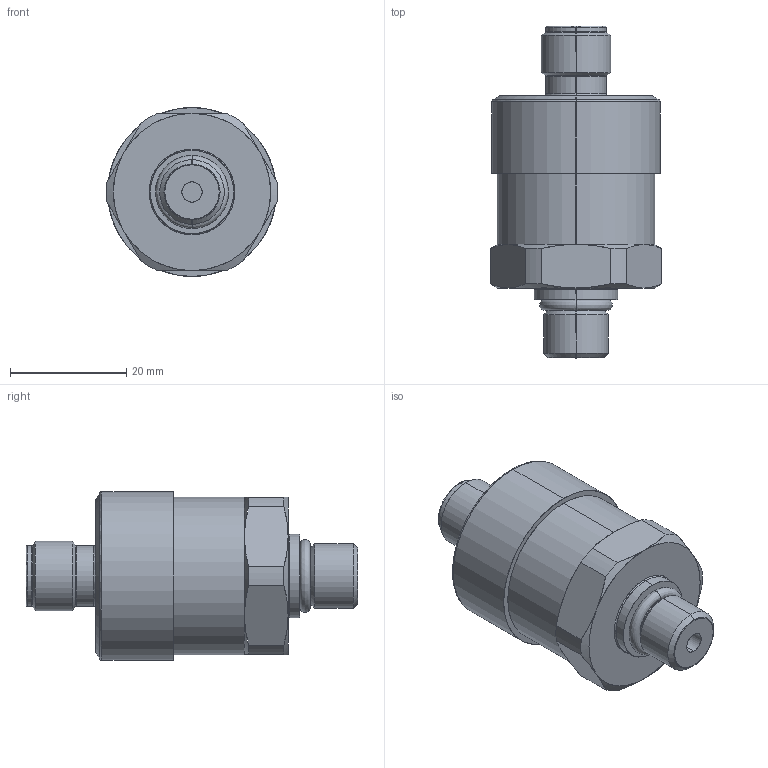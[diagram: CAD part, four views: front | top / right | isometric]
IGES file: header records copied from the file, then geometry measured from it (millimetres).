
Start section: SolidWorks IGES file using analytic representation for surfaces
Global section: file name: ECA'FT11320-7K5 WIKA-A-10-7K5P.IGS; native system: SolidWorks 2022; preprocessor: SolidWorks 2022; author: afp; date: 230718.162124; units: millimetre
Bounding box: 29.48 x 57 x 29 mm (x, y, z)
Surface area: 9064.4 mm2 (no closed solid volume)
Topology: 0 solids, 0 shells, 108 faces, 1212 edges, 1212 vertices
Faces by surface type: revolution 64, bspline 44
